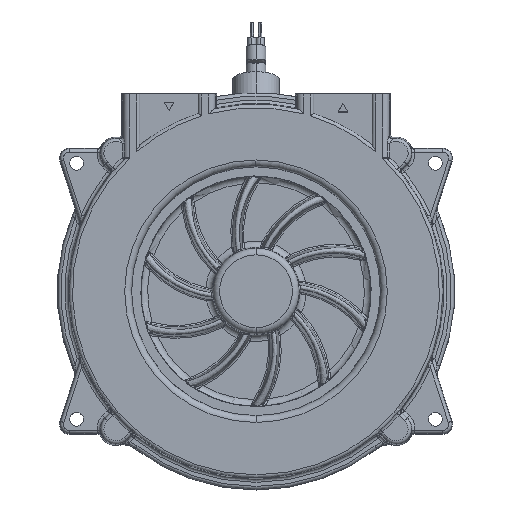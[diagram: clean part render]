
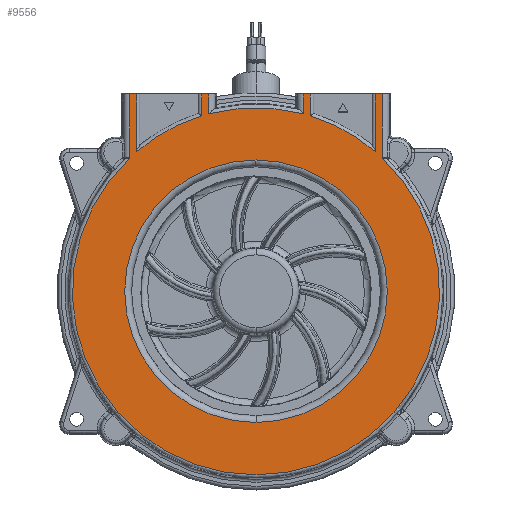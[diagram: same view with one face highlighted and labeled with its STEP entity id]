
A CAD part, top view. The second image highlights one B-rep face of the part: STEP entity #9556.
In plain terms, the highlighted planar face has unit normal (0, 0, 1).
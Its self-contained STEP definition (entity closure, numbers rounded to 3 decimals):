
#1073=CARTESIAN_POINT('',(-38.444,40.457,13.6));
#1075=CARTESIAN_POINT('',(0.,0.,13.6));
#1076=DIRECTION('',(0.,0.,1.));
#1077=DIRECTION('',(-0.689,0.725,0.));
#1078=AXIS2_PLACEMENT_3D('',#1075,#1076,#1077);
#1172=CARTESIAN_POINT('',(0.,0.,13.6));
#1173=DIRECTION('',(0.,0.,-1.));
#1174=DIRECTION('',(0.,-1.,0.));
#1175=AXIS2_PLACEMENT_3D('',#1172,#1173,#1174);
#1177=CARTESIAN_POINT('',(0.,0.,13.6));
#1178=DIRECTION('',(0.,0.,-1.));
#1179=DIRECTION('',(0.,1.,0.));
#1180=AXIS2_PLACEMENT_3D('',#1177,#1178,#1179);
#1182=DIRECTION('',(0.,1.,0.));
#1183=VECTOR('',#1182,19.521);
#1184=CARTESIAN_POINT('',(-38.444,40.457,13.6));
#1185=LINE('',#1184,#1183);
#1186=DIRECTION('',(-1.,0.,0.));
#1187=VECTOR('',#1186,2.153);
#1188=CARTESIAN_POINT('',(-36.291,59.978,13.6));
#1189=LINE('',#1188,#1187);
#1190=DIRECTION('',(0.,1.,0.));
#1191=VECTOR('',#1190,17.579);
#1192=CARTESIAN_POINT('',(-36.291,42.399,13.6));
#1193=LINE('',#1192,#1191);
#1194=CARTESIAN_POINT('',(0.,0.,13.6));
#1195=DIRECTION('',(0.,0.,1.));
#1196=DIRECTION('',(-0.297,0.955,0.));
#1197=AXIS2_PLACEMENT_3D('',#1194,#1195,#1196);
#1199=DIRECTION('',(0.,-1.,0.));
#1200=VECTOR('',#1199,6.682);
#1201=CARTESIAN_POINT('',(-16.559,59.978,13.6));
#1202=LINE('',#1201,#1200);
#1203=DIRECTION('',(-1.,0.,0.));
#1204=VECTOR('',#1203,2.153);
#1205=CARTESIAN_POINT('',(-14.406,59.978,13.6));
#1206=LINE('',#1205,#1204);
#1207=DIRECTION('',(0.,-1.,0.));
#1208=VECTOR('',#1207,6.06);
#1209=CARTESIAN_POINT('',(-14.406,59.978,13.6));
#1210=LINE('',#1209,#1208);
#1211=DIRECTION('',(0.,1.,0.));
#1212=VECTOR('',#1211,6.06);
#1213=CARTESIAN_POINT('',(14.406,53.918,13.6));
#1214=LINE('',#1213,#1212);
#1215=DIRECTION('',(-1.,0.,0.));
#1216=VECTOR('',#1215,2.153);
#1217=CARTESIAN_POINT('',(16.559,59.978,13.6));
#1218=LINE('',#1217,#1216);
#1219=DIRECTION('',(0.,1.,0.));
#1220=VECTOR('',#1219,6.682);
#1221=CARTESIAN_POINT('',(16.559,53.296,13.6));
#1222=LINE('',#1221,#1220);
#1223=CARTESIAN_POINT('',(0.,0.,13.6));
#1224=DIRECTION('',(0.,0.,1.));
#1225=DIRECTION('',(0.65,0.76,0.));
#1226=AXIS2_PLACEMENT_3D('',#1223,#1224,#1225);
#1228=DIRECTION('',(0.,-1.,0.));
#1229=VECTOR('',#1228,17.579);
#1230=CARTESIAN_POINT('',(36.291,59.978,13.6));
#1231=LINE('',#1230,#1229);
#1232=DIRECTION('',(-1.,0.,0.));
#1233=VECTOR('',#1232,2.153);
#1234=CARTESIAN_POINT('',(38.444,59.978,13.6));
#1235=LINE('',#1234,#1233);
#1236=DIRECTION('',(0.,-1.,0.));
#1237=VECTOR('',#1236,19.521);
#1238=CARTESIAN_POINT('',(38.444,59.978,13.6));
#1239=LINE('',#1238,#1237);
#5469=CARTESIAN_POINT('',(-36.291,42.399,13.6));
#5654=CARTESIAN_POINT('',(38.444,40.457,13.6));
#7382=CARTESIAN_POINT('',(0.,0.,13.6));
#7383=DIRECTION('',(0.,0.,1.));
#7384=DIRECTION('',(0.258,0.966,0.));
#7385=AXIS2_PLACEMENT_3D('',#7382,#7383,#7384);
#7433=CARTESIAN_POINT('',(36.291,42.399,13.6));
#7442=CARTESIAN_POINT('',(16.559,53.296,13.6));
#7541=CARTESIAN_POINT('',(-16.559,53.296,13.6));
#7708=CARTESIAN_POINT('',(0.,-39.906,13.6));
#7709=CARTESIAN_POINT('',(0.,39.906,13.6));
#7710=VERTEX_POINT('',#7708);
#7711=VERTEX_POINT('',#7709);
#8196=VERTEX_POINT('',#7442);
#8198=VERTEX_POINT('',#5469);
#8200=CARTESIAN_POINT('',(-38.444,59.978,13.6));
#8202=VERTEX_POINT('',#8200);
#8203=CARTESIAN_POINT('',(38.444,59.978,13.6));
#8205=VERTEX_POINT('',#8203);
#8320=VERTEX_POINT('',#7433);
#8322=VERTEX_POINT('',#7541);
#8405=VERTEX_POINT('',#1073);
#8507=VERTEX_POINT('',#5654);
#8551=CARTESIAN_POINT('',(14.406,59.978,13.6));
#8552=VERTEX_POINT('',#8551);
#8553=CARTESIAN_POINT('',(14.406,53.918,13.6));
#8554=VERTEX_POINT('',#8553);
#8555=CARTESIAN_POINT('',(-14.406,59.978,13.6));
#8556=CARTESIAN_POINT('',(-14.406,53.918,13.6));
#8557=VERTEX_POINT('',#8555);
#8558=VERTEX_POINT('',#8556);
#8578=CARTESIAN_POINT('',(-36.291,59.978,13.6));
#8580=VERTEX_POINT('',#8578);
#8583=CARTESIAN_POINT('',(-16.559,59.978,13.6));
#8585=VERTEX_POINT('',#8583);
#8586=CARTESIAN_POINT('',(16.559,59.978,13.6));
#8588=VERTEX_POINT('',#8586);
#8591=CARTESIAN_POINT('',(36.291,59.978,13.6));
#8593=VERTEX_POINT('',#8591);
#9515=CARTESIAN_POINT('',(0.,0.,13.6));
#9516=DIRECTION('',(0.,0.,1.));
#9517=DIRECTION('',(0.,1.,0.));
#9518=AXIS2_PLACEMENT_3D('',#9515,#9516,#9517);
#9519=PLANE('',#9518);
#9520=ORIENTED_EDGE('',*,*,#9437,.T.);
#9521=ORIENTED_EDGE('',*,*,#9407,.F.);
#9523=ORIENTED_EDGE('',*,*,#9522,.F.);
#9525=ORIENTED_EDGE('',*,*,#9524,.F.);
#9527=ORIENTED_EDGE('',*,*,#9526,.F.);
#9528=ORIENTED_EDGE('',*,*,#9395,.F.);
#9530=ORIENTED_EDGE('',*,*,#9529,.T.);
#9532=ORIENTED_EDGE('',*,*,#9531,.F.);
#9534=ORIENTED_EDGE('',*,*,#9533,.T.);
#9536=ORIENTED_EDGE('',*,*,#9535,.F.);
#9538=ORIENTED_EDGE('',*,*,#9537,.F.);
#9540=ORIENTED_EDGE('',*,*,#9539,.F.);
#9542=ORIENTED_EDGE('',*,*,#9541,.F.);
#9544=ORIENTED_EDGE('',*,*,#9543,.F.);
#9546=ORIENTED_EDGE('',*,*,#9545,.T.);
#9547=ORIENTED_EDGE('',*,*,#9485,.F.);
#9548=EDGE_LOOP('',(#9520,#9521,#9523,#9525,#9527,#9528,#9530,#9532,#9534,#9536,
#9538,#9540,#9542,#9544,#9546,#9547));
#9549=FACE_OUTER_BOUND('',#9548,.F.);
#9551=ORIENTED_EDGE('',*,*,#9550,.F.);
#9553=ORIENTED_EDGE('',*,*,#9552,.F.);
#9554=EDGE_LOOP('',(#9551,#9553));
#9555=FACE_BOUND('',#9554,.F.);
#9556=ADVANCED_FACE('',(#9549,#9555),#9519,.T.);
#1079=CIRCLE('',#1078,55.809);
#1176=CIRCLE('',#1175,39.906);
#1181=CIRCLE('',#1180,39.906);
#1198=CIRCLE('',#1197,55.809);
#1227=CIRCLE('',#1226,55.809);
#7386=CIRCLE('',#7385,55.809);
#9395=EDGE_CURVE('',#8557,#8585,#1206,.T.);
#9407=EDGE_CURVE('',#8580,#8202,#1189,.T.);
#9437=EDGE_CURVE('',#8405,#8202,#1185,.T.);
#9485=EDGE_CURVE('',#8405,#8507,#1079,.T.);
#9522=EDGE_CURVE('',#8198,#8580,#1193,.T.);
#9524=EDGE_CURVE('',#8322,#8198,#1198,.T.);
#9526=EDGE_CURVE('',#8585,#8322,#1202,.T.);
#9529=EDGE_CURVE('',#8557,#8558,#1210,.T.);
#9531=EDGE_CURVE('',#8554,#8558,#7386,.T.);
#9533=EDGE_CURVE('',#8554,#8552,#1214,.T.);
#9535=EDGE_CURVE('',#8588,#8552,#1218,.T.);
#9537=EDGE_CURVE('',#8196,#8588,#1222,.T.);
#9539=EDGE_CURVE('',#8320,#8196,#1227,.T.);
#9541=EDGE_CURVE('',#8593,#8320,#1231,.T.);
#9543=EDGE_CURVE('',#8205,#8593,#1235,.T.);
#9545=EDGE_CURVE('',#8205,#8507,#1239,.T.);
#9550=EDGE_CURVE('',#7710,#7711,#1176,.T.);
#9552=EDGE_CURVE('',#7711,#7710,#1181,.T.);
